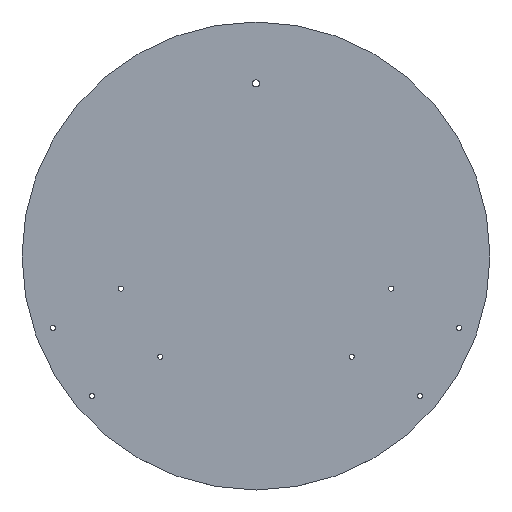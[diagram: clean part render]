
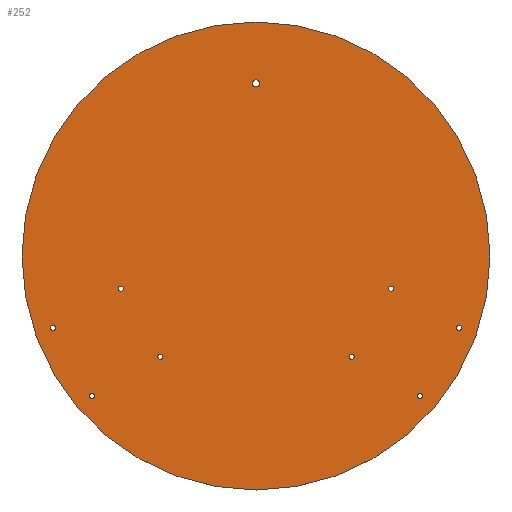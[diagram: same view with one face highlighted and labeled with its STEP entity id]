
A CAD part, top view. The second image highlights one B-rep face of the part: STEP entity #252.
In plain terms, the highlighted planar face has unit normal (0, 0, 1).
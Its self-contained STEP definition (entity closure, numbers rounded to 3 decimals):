
#28=FACE_BOUND('',#72,.T.);
#29=FACE_BOUND('',#73,.T.);
#30=FACE_BOUND('',#74,.T.);
#31=FACE_BOUND('',#75,.T.);
#32=FACE_BOUND('',#76,.T.);
#33=FACE_BOUND('',#77,.T.);
#34=FACE_BOUND('',#78,.T.);
#35=FACE_BOUND('',#79,.T.);
#36=FACE_BOUND('',#80,.T.);
#38=PLANE('',#299);
#50=FACE_OUTER_BOUND('',#71,.T.);
#71=EDGE_LOOP('',(#221));
#72=EDGE_LOOP('',(#222));
#73=EDGE_LOOP('',(#223));
#74=EDGE_LOOP('',(#224));
#75=EDGE_LOOP('',(#225));
#76=EDGE_LOOP('',(#226));
#77=EDGE_LOOP('',(#227));
#78=EDGE_LOOP('',(#228));
#79=EDGE_LOOP('',(#229));
#80=EDGE_LOOP('',(#230));
#102=CIRCLE('',#270,1.75);
#104=CIRCLE('',#273,1.25);
#106=CIRCLE('',#276,1.25);
#108=CIRCLE('',#279,1.25);
#110=CIRCLE('',#282,1.25);
#112=CIRCLE('',#285,1.25);
#114=CIRCLE('',#288,1.25);
#116=CIRCLE('',#291,1.25);
#118=CIRCLE('',#294,1.25);
#119=CIRCLE('',#296,114.3);
#122=VERTEX_POINT('',#386);
#124=VERTEX_POINT('',#392);
#126=VERTEX_POINT('',#398);
#128=VERTEX_POINT('',#404);
#130=VERTEX_POINT('',#410);
#132=VERTEX_POINT('',#416);
#134=VERTEX_POINT('',#422);
#136=VERTEX_POINT('',#428);
#138=VERTEX_POINT('',#434);
#139=VERTEX_POINT('',#438);
#143=EDGE_CURVE('',#122,#122,#102,.T.);
#146=EDGE_CURVE('',#124,#124,#104,.T.);
#149=EDGE_CURVE('',#126,#126,#106,.T.);
#152=EDGE_CURVE('',#128,#128,#108,.T.);
#155=EDGE_CURVE('',#130,#130,#110,.T.);
#158=EDGE_CURVE('',#132,#132,#112,.T.);
#161=EDGE_CURVE('',#134,#134,#114,.T.);
#164=EDGE_CURVE('',#136,#136,#116,.T.);
#167=EDGE_CURVE('',#138,#138,#118,.T.);
#168=EDGE_CURVE('',#139,#139,#119,.T.);
#221=ORIENTED_EDGE('',*,*,#168,.T.);
#222=ORIENTED_EDGE('',*,*,#143,.T.);
#223=ORIENTED_EDGE('',*,*,#146,.T.);
#224=ORIENTED_EDGE('',*,*,#149,.T.);
#225=ORIENTED_EDGE('',*,*,#152,.T.);
#226=ORIENTED_EDGE('',*,*,#155,.T.);
#227=ORIENTED_EDGE('',*,*,#158,.T.);
#228=ORIENTED_EDGE('',*,*,#161,.T.);
#229=ORIENTED_EDGE('',*,*,#164,.T.);
#230=ORIENTED_EDGE('',*,*,#167,.T.);
#252=ADVANCED_FACE('',(#50,#28,#29,#30,#31,#32,#33,#34,#35,#36),#38,.T.);
#270=AXIS2_PLACEMENT_3D('',#388,#310,#311);
#273=AXIS2_PLACEMENT_3D('',#394,#317,#318);
#276=AXIS2_PLACEMENT_3D('',#400,#324,#325);
#279=AXIS2_PLACEMENT_3D('',#406,#331,#332);
#282=AXIS2_PLACEMENT_3D('',#412,#338,#339);
#285=AXIS2_PLACEMENT_3D('',#418,#345,#346);
#288=AXIS2_PLACEMENT_3D('',#424,#352,#353);
#291=AXIS2_PLACEMENT_3D('',#430,#359,#360);
#294=AXIS2_PLACEMENT_3D('',#436,#366,#367);
#296=AXIS2_PLACEMENT_3D('',#439,#370,#371);
#299=AXIS2_PLACEMENT_3D('',#444,#377,#378);
#310=DIRECTION('center_axis',(0.,0.,-1.));
#311=DIRECTION('ref_axis',(-1.,0.,0.));
#317=DIRECTION('center_axis',(0.,0.,-1.));
#318=DIRECTION('ref_axis',(-1.,0.,0.));
#324=DIRECTION('center_axis',(0.,0.,-1.));
#325=DIRECTION('ref_axis',(-1.,0.,0.));
#331=DIRECTION('center_axis',(0.,0.,-1.));
#332=DIRECTION('ref_axis',(-1.,0.,0.));
#338=DIRECTION('center_axis',(0.,0.,-1.));
#339=DIRECTION('ref_axis',(-1.,0.,0.));
#345=DIRECTION('center_axis',(0.,0.,-1.));
#346=DIRECTION('ref_axis',(-1.,0.,0.));
#352=DIRECTION('center_axis',(0.,0.,-1.));
#353=DIRECTION('ref_axis',(-1.,0.,0.));
#359=DIRECTION('center_axis',(0.,0.,-1.));
#360=DIRECTION('ref_axis',(-1.,0.,0.));
#366=DIRECTION('center_axis',(0.,0.,-1.));
#367=DIRECTION('ref_axis',(-1.,0.,0.));
#370=DIRECTION('center_axis',(0.,0.,1.));
#371=DIRECTION('ref_axis',(1.,0.,0.));
#377=DIRECTION('center_axis',(0.,0.,1.));
#378=DIRECTION('ref_axis',(1.,0.,0.));
#386=CARTESIAN_POINT('',(1.75,84.3,3.175));
#388=CARTESIAN_POINT('Origin',(0.,84.3,3.175));
#392=CARTESIAN_POINT('',(-64.73,-15.928,3.175));
#394=CARTESIAN_POINT('Origin',(-65.98,-15.928,3.175));
#398=CARTESIAN_POINT('',(-78.782,-68.372,3.175));
#400=CARTESIAN_POINT('Origin',(-80.032,-68.372,3.175));
#404=CARTESIAN_POINT('',(100.478,-35.124,3.175));
#406=CARTESIAN_POINT('Origin',(99.228,-35.124,3.175));
#410=CARTESIAN_POINT('',(48.034,-49.176,3.175));
#412=CARTESIAN_POINT('Origin',(46.784,-49.176,3.175));
#416=CARTESIAN_POINT('',(81.282,-68.372,3.175));
#418=CARTESIAN_POINT('Origin',(80.032,-68.372,3.175));
#422=CARTESIAN_POINT('',(67.23,-15.928,3.175));
#424=CARTESIAN_POINT('Origin',(65.98,-15.928,3.175));
#428=CARTESIAN_POINT('',(-45.534,-49.176,3.175));
#430=CARTESIAN_POINT('Origin',(-46.784,-49.176,3.175));
#434=CARTESIAN_POINT('',(-97.978,-35.124,3.175));
#436=CARTESIAN_POINT('Origin',(-99.228,-35.124,3.175));
#438=CARTESIAN_POINT('',(-114.3,0.,3.175));
#439=CARTESIAN_POINT('Origin',(0.,0.,3.175));
#444=CARTESIAN_POINT('Origin',(0.,0.,3.175));
